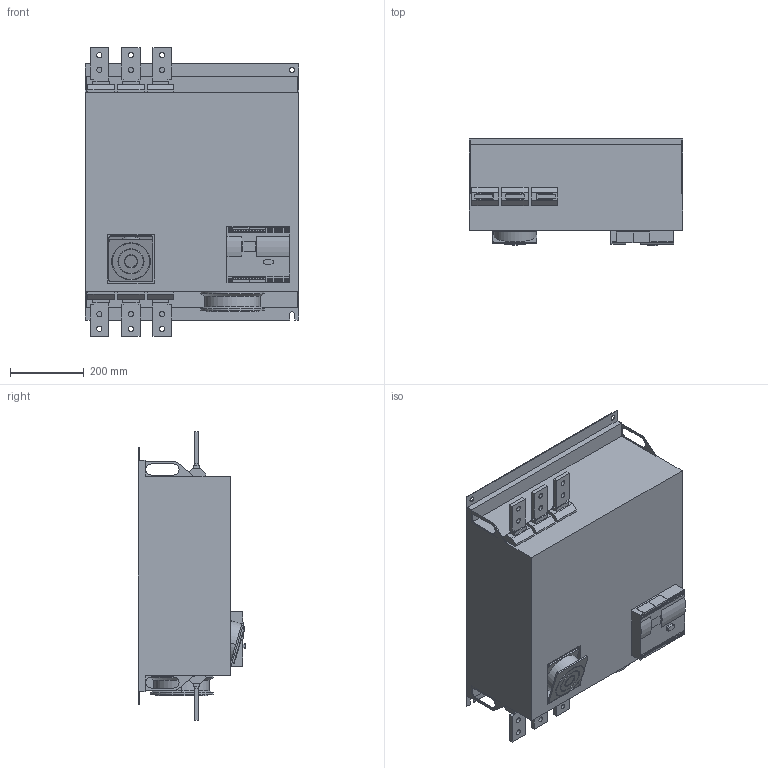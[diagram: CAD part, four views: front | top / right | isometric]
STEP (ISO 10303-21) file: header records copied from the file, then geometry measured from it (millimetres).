
FILE_DESCRIPTION(('no description'),'unknown implementation level');
FILE_NAME('3RW4465_00002723_002_ALL.stp',' ',('SIEMENS A&D'),('ccLab - KiM Gmbh - www.kimweb.de'),'unknown preprocess','ACIS','unknown authorization');
FILE_SCHEMA(('automotive_design'));
Length unit declared in the file: millimetre
Products named in the file (22): 1; 2; 3; 4; 5; 6; 7; 8; 9; 10; 11; 12; 13; 14; 15; 16; 17; 18; 19; 20; 21; 22
Bounding box: 576 x 290 x 780 mm (x, y, z)
Volume: 80158922.1 mm3; surface area: 1813141.4 mm2
Topology: 22 solids, 22 shells, 557 faces, 1346 edges, 886 vertices
Faces by surface type: plane 405, cylinder 120, torus 28, cone 4
Entity records: 32363 total; most frequent: STYLED_ITEM 2811, PRESENTATION_STYLE_ASSIGNMENT 2811, CARTESIAN_POINT 2811, COLOUR_RGB 2811, DIRECTION 2800, ORIENTED_EDGE 2692, EDGE_CURVE 1346, CURVE_STYLE 1346
